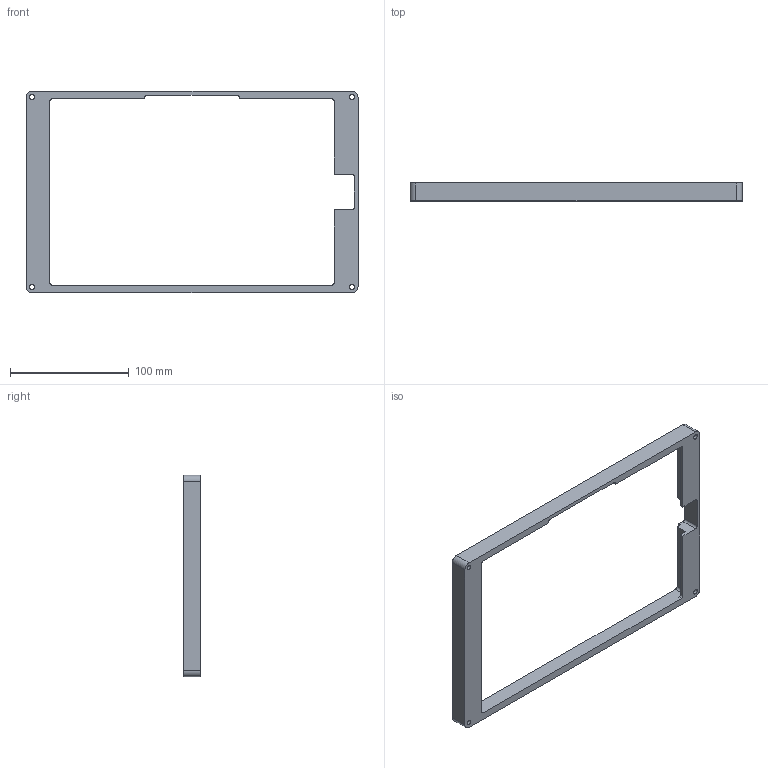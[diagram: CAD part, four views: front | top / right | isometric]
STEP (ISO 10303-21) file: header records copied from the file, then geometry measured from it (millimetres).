
FILE_DESCRIPTION((''),'2;1');
FILE_NAME('CHASSIS_ECRAN','2019-04-19T',('a.bas'),('ACTIA'),'CREO PARAMETRIC BY PTC INC, 2016380','CREO PARAMETRIC BY PTC INC, 2016380','');
FILE_SCHEMA(('AUTOMOTIVE_DESIGN { 1 0 10303 214 1 1 1 1 }'));
Length unit declared in the file: millimetre
Products named in the file (1): CHASSIS_ECRAN
Bounding box: 280 x 15 x 170 mm (x, y, z)
Volume: 108558.3 mm3; surface area: 45440.9 mm2
Topology: 1 solids, 5 shells, 86 faces, 240 edges, 156 vertices
Faces by surface type: cylinder 44, plane 34, cone 8
Entity records: 3450 total; most frequent: DIRECTION 531, CARTESIAN_POINT 498, ORIENTED_EDGE 448, EDGE_CURVE 232, AXIS2_PLACEMENT_3D 192, VERTEX_POINT 156, VECTOR 144, LINE 144
